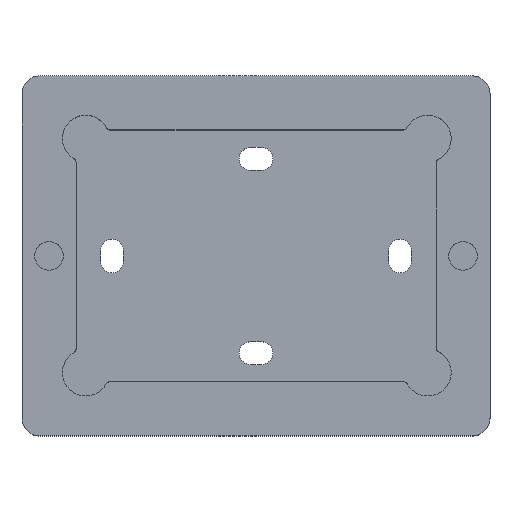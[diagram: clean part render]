
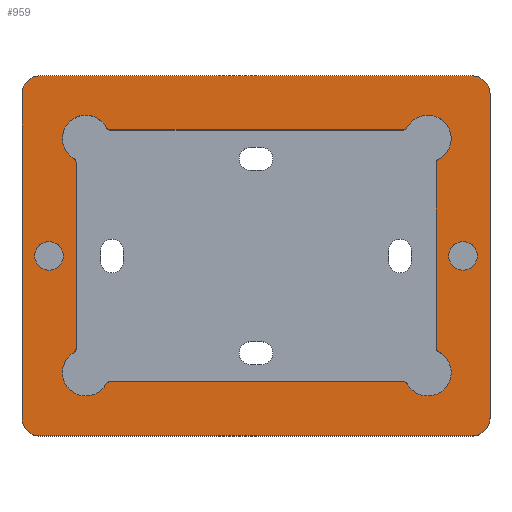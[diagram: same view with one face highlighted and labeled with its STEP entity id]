
A CAD part, top view. The second image highlights one B-rep face of the part: STEP entity #959.
In plain terms, the highlighted planar face has unit normal (0, 0, 1).
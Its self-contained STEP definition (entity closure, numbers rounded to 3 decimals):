
#17=FACE_BOUND('',#196,.T.);
#18=FACE_BOUND('',#197,.T.);
#19=FACE_BOUND('',#198,.T.);
#45=CIRCLE('',#1042,1.);
#47=CIRCLE('',#1045,9.);
#49=CIRCLE('',#1048,5.);
#50=CIRCLE('',#1049,5.);
#51=CIRCLE('',#1050,5.);
#52=CIRCLE('',#1051,5.);
#53=CIRCLE('',#1052,3.969);
#54=CIRCLE('',#1053,3.969);
#55=CIRCLE('',#1054,6.5);
#56=CIRCLE('',#1055,1.);
#57=CIRCLE('',#1056,9.);
#58=CIRCLE('',#1057,1.);
#59=CIRCLE('',#1058,6.5);
#60=CIRCLE('',#1059,1.);
#61=CIRCLE('',#1060,1.);
#62=CIRCLE('',#1061,6.5);
#63=CIRCLE('',#1062,1.);
#64=CIRCLE('',#1063,9.);
#65=CIRCLE('',#1064,1.);
#66=CIRCLE('',#1065,6.5);
#67=CIRCLE('',#1066,1.);
#141=FACE_OUTER_BOUND('',#195,.T.);
#195=EDGE_LOOP('',(#707,#708,#709,#710,#711,#712,#713,#714));
#196=EDGE_LOOP('',(#715));
#197=EDGE_LOOP('',(#716));
#198=EDGE_LOOP('',(#717,#718,#719,#720,#721,#722,#723,#724,#725,#726,#727,
#728,#729,#730,#731,#732,#733,#734,#735));
#278=LINE('',#1560,#356);
#279=LINE('',#1564,#357);
#280=LINE('',#1568,#358);
#281=LINE('',#1571,#359);
#282=LINE('',#1581,#360);
#283=LINE('',#1591,#361);
#284=LINE('',#1601,#362);
#285=LINE('',#1608,#363);
#356=VECTOR('',#1244,10.);
#357=VECTOR('',#1247,10.);
#358=VECTOR('',#1250,10.);
#359=VECTOR('',#1253,10.);
#360=VECTOR('',#1262,10.);
#361=VECTOR('',#1271,10.);
#362=VECTOR('',#1280,10.);
#363=VECTOR('',#1287,10.);
#431=VERTEX_POINT('',#1541);
#432=VERTEX_POINT('',#1542);
#435=VERTEX_POINT('',#1550);
#437=VERTEX_POINT('',#1556);
#438=VERTEX_POINT('',#1557);
#439=VERTEX_POINT('',#1559);
#440=VERTEX_POINT('',#1561);
#441=VERTEX_POINT('',#1563);
#442=VERTEX_POINT('',#1565);
#443=VERTEX_POINT('',#1567);
#444=VERTEX_POINT('',#1569);
#445=VERTEX_POINT('',#1572);
#446=VERTEX_POINT('',#1574);
#447=VERTEX_POINT('',#1576);
#448=VERTEX_POINT('',#1578);
#449=VERTEX_POINT('',#1580);
#450=VERTEX_POINT('',#1582);
#451=VERTEX_POINT('',#1584);
#452=VERTEX_POINT('',#1586);
#453=VERTEX_POINT('',#1588);
#454=VERTEX_POINT('',#1590);
#455=VERTEX_POINT('',#1592);
#456=VERTEX_POINT('',#1594);
#457=VERTEX_POINT('',#1596);
#458=VERTEX_POINT('',#1598);
#459=VERTEX_POINT('',#1600);
#460=VERTEX_POINT('',#1602);
#461=VERTEX_POINT('',#1604);
#462=VERTEX_POINT('',#1606);
#541=EDGE_CURVE('',#431,#432,#45,.T.);
#545=EDGE_CURVE('',#435,#432,#47,.T.);
#548=EDGE_CURVE('',#437,#438,#49,.T.);
#549=EDGE_CURVE('',#437,#439,#278,.T.);
#550=EDGE_CURVE('',#440,#439,#50,.T.);
#551=EDGE_CURVE('',#440,#441,#279,.T.);
#552=EDGE_CURVE('',#442,#441,#51,.T.);
#553=EDGE_CURVE('',#442,#443,#280,.T.);
#554=EDGE_CURVE('',#444,#443,#52,.T.);
#555=EDGE_CURVE('',#444,#438,#281,.T.);
#556=EDGE_CURVE('',#445,#445,#53,.T.);
#557=EDGE_CURVE('',#446,#446,#54,.T.);
#558=EDGE_CURVE('',#431,#447,#55,.T.);
#559=EDGE_CURVE('',#448,#447,#56,.T.);
#560=EDGE_CURVE('',#448,#449,#282,.T.);
#561=EDGE_CURVE('',#449,#450,#57,.T.);
#562=EDGE_CURVE('',#451,#450,#58,.T.);
#563=EDGE_CURVE('',#451,#452,#59,.T.);
#564=EDGE_CURVE('',#453,#452,#60,.T.);
#565=EDGE_CURVE('',#453,#454,#283,.T.);
#566=EDGE_CURVE('',#455,#454,#61,.T.);
#567=EDGE_CURVE('',#455,#456,#62,.T.);
#568=EDGE_CURVE('',#457,#456,#63,.T.);
#569=EDGE_CURVE('',#457,#458,#64,.T.);
#570=EDGE_CURVE('',#458,#459,#284,.T.);
#571=EDGE_CURVE('',#460,#459,#65,.T.);
#572=EDGE_CURVE('',#460,#461,#66,.T.);
#573=EDGE_CURVE('',#462,#461,#67,.T.);
#574=EDGE_CURVE('',#462,#435,#285,.T.);
#707=ORIENTED_EDGE('',*,*,#548,.F.);
#708=ORIENTED_EDGE('',*,*,#549,.T.);
#709=ORIENTED_EDGE('',*,*,#550,.F.);
#710=ORIENTED_EDGE('',*,*,#551,.T.);
#711=ORIENTED_EDGE('',*,*,#552,.F.);
#712=ORIENTED_EDGE('',*,*,#553,.T.);
#713=ORIENTED_EDGE('',*,*,#554,.F.);
#714=ORIENTED_EDGE('',*,*,#555,.T.);
#715=ORIENTED_EDGE('',*,*,#556,.T.);
#716=ORIENTED_EDGE('',*,*,#557,.T.);
#717=ORIENTED_EDGE('',*,*,#541,.F.);
#718=ORIENTED_EDGE('',*,*,#558,.T.);
#719=ORIENTED_EDGE('',*,*,#559,.F.);
#720=ORIENTED_EDGE('',*,*,#560,.T.);
#721=ORIENTED_EDGE('',*,*,#561,.T.);
#722=ORIENTED_EDGE('',*,*,#562,.F.);
#723=ORIENTED_EDGE('',*,*,#563,.T.);
#724=ORIENTED_EDGE('',*,*,#564,.F.);
#725=ORIENTED_EDGE('',*,*,#565,.T.);
#726=ORIENTED_EDGE('',*,*,#566,.F.);
#727=ORIENTED_EDGE('',*,*,#567,.T.);
#728=ORIENTED_EDGE('',*,*,#568,.F.);
#729=ORIENTED_EDGE('',*,*,#569,.T.);
#730=ORIENTED_EDGE('',*,*,#570,.T.);
#731=ORIENTED_EDGE('',*,*,#571,.F.);
#732=ORIENTED_EDGE('',*,*,#572,.T.);
#733=ORIENTED_EDGE('',*,*,#573,.F.);
#734=ORIENTED_EDGE('',*,*,#574,.T.);
#735=ORIENTED_EDGE('',*,*,#545,.T.);
#927=PLANE('',#1047);
#959=ADVANCED_FACE('',(#141,#17,#18,#19),#927,.T.);
#1042=AXIS2_PLACEMENT_3D('',#1543,#1227,#1228);
#1045=AXIS2_PLACEMENT_3D('',#1551,#1235,#1236);
#1047=AXIS2_PLACEMENT_3D('',#1555,#1240,#1241);
#1048=AXIS2_PLACEMENT_3D('',#1558,#1242,#1243);
#1049=AXIS2_PLACEMENT_3D('',#1562,#1245,#1246);
#1050=AXIS2_PLACEMENT_3D('',#1566,#1248,#1249);
#1051=AXIS2_PLACEMENT_3D('',#1570,#1251,#1252);
#1052=AXIS2_PLACEMENT_3D('',#1573,#1254,#1255);
#1053=AXIS2_PLACEMENT_3D('',#1575,#1256,#1257);
#1054=AXIS2_PLACEMENT_3D('',#1577,#1258,#1259);
#1055=AXIS2_PLACEMENT_3D('',#1579,#1260,#1261);
#1056=AXIS2_PLACEMENT_3D('',#1583,#1263,#1264);
#1057=AXIS2_PLACEMENT_3D('',#1585,#1265,#1266);
#1058=AXIS2_PLACEMENT_3D('',#1587,#1267,#1268);
#1059=AXIS2_PLACEMENT_3D('',#1589,#1269,#1270);
#1060=AXIS2_PLACEMENT_3D('',#1593,#1272,#1273);
#1061=AXIS2_PLACEMENT_3D('',#1595,#1274,#1275);
#1062=AXIS2_PLACEMENT_3D('',#1597,#1276,#1277);
#1063=AXIS2_PLACEMENT_3D('',#1599,#1278,#1279);
#1064=AXIS2_PLACEMENT_3D('',#1603,#1281,#1282);
#1065=AXIS2_PLACEMENT_3D('',#1605,#1283,#1284);
#1066=AXIS2_PLACEMENT_3D('',#1607,#1285,#1286);
#1227=DIRECTION('center_axis',(0.,0.,-1.));
#1228=DIRECTION('ref_axis',(0.867,0.499,0.));
#1235=DIRECTION('center_axis',(0.,0.,-1.));
#1236=DIRECTION('ref_axis',(-0.707,0.707,0.));
#1240=DIRECTION('center_axis',(0.,0.,1.));
#1241=DIRECTION('ref_axis',(1.,0.,0.));
#1242=DIRECTION('center_axis',(0.,0.,-1.));
#1243=DIRECTION('ref_axis',(-0.707,0.707,0.));
#1244=DIRECTION('',(0.,-1.,0.));
#1245=DIRECTION('center_axis',(0.,0.,-1.));
#1246=DIRECTION('ref_axis',(-0.707,-0.707,0.));
#1247=DIRECTION('',(1.,0.,0.));
#1248=DIRECTION('center_axis',(0.,0.,-1.));
#1249=DIRECTION('ref_axis',(0.707,-0.707,0.));
#1250=DIRECTION('',(0.,1.,0.));
#1251=DIRECTION('center_axis',(0.,0.,-1.));
#1252=DIRECTION('ref_axis',(0.707,0.707,0.));
#1253=DIRECTION('',(-1.,0.,0.));
#1254=DIRECTION('center_axis',(0.,0.,-1.));
#1255=DIRECTION('ref_axis',(-1.,0.,0.));
#1256=DIRECTION('center_axis',(0.,0.,-1.));
#1257=DIRECTION('ref_axis',(-1.,0.,0.));
#1258=DIRECTION('center_axis',(0.,0.,-1.));
#1259=DIRECTION('ref_axis',(1.,0.,0.));
#1260=DIRECTION('center_axis',(0.,0.,-1.));
#1261=DIRECTION('ref_axis',(0.,1.,0.));
#1262=DIRECTION('',(1.,0.,0.));
#1263=DIRECTION('center_axis',(0.,0.,-1.));
#1264=DIRECTION('ref_axis',(0.707,0.707,0.));
#1265=DIRECTION('center_axis',(0.,0.,-1.));
#1266=DIRECTION('ref_axis',(0.52,-0.854,0.));
#1267=DIRECTION('center_axis',(0.,0.,-1.));
#1268=DIRECTION('ref_axis',(1.,0.,0.));
#1269=DIRECTION('center_axis',(0.,0.,-1.));
#1270=DIRECTION('ref_axis',(1.,0.,0.));
#1271=DIRECTION('',(0.,-1.,0.));
#1272=DIRECTION('center_axis',(0.,0.,-1.));
#1273=DIRECTION('ref_axis',(1.,0.,0.));
#1274=DIRECTION('center_axis',(0.,0.,-1.));
#1275=DIRECTION('ref_axis',(1.,0.,0.));
#1276=DIRECTION('center_axis',(0.,0.,-1.));
#1277=DIRECTION('ref_axis',(0.505,0.863,0.));
#1278=DIRECTION('center_axis',(0.,0.,-1.));
#1279=DIRECTION('ref_axis',(0.707,-0.707,0.));
#1280=DIRECTION('',(-1.,0.,0.));
#1281=DIRECTION('center_axis',(0.,0.,-1.));
#1282=DIRECTION('ref_axis',(0.,-1.,0.));
#1283=DIRECTION('center_axis',(0.,0.,-1.));
#1284=DIRECTION('ref_axis',(1.,0.,0.));
#1285=DIRECTION('center_axis',(0.,0.,-1.));
#1286=DIRECTION('ref_axis',(-1.,0.,0.));
#1287=DIRECTION('',(0.,1.,0.));
#1541=CARTESIAN_POINT('',(-50.504,26.938,0.));
#1542=CARTESIAN_POINT('',(-50.,26.063,0.));
#1543=CARTESIAN_POINT('Origin',(-51.,26.07,0.));
#1550=CARTESIAN_POINT('',(-50.,26.,0.));
#1551=CARTESIAN_POINT('Origin',(-41.,26.,0.));
#1555=CARTESIAN_POINT('Origin',(0.,0.,0.));
#1556=CARTESIAN_POINT('',(-65.,45.,0.));
#1557=CARTESIAN_POINT('',(-60.,50.,0.));
#1558=CARTESIAN_POINT('Origin',(-60.,45.,0.));
#1559=CARTESIAN_POINT('',(-65.,-45.,0.));
#1560=CARTESIAN_POINT('',(-65.,50.,0.));
#1561=CARTESIAN_POINT('',(-60.,-50.,0.));
#1562=CARTESIAN_POINT('Origin',(-60.,-45.,0.));
#1563=CARTESIAN_POINT('',(60.,-50.,0.));
#1564=CARTESIAN_POINT('',(-65.,-50.,0.));
#1565=CARTESIAN_POINT('',(65.,-45.,0.));
#1566=CARTESIAN_POINT('Origin',(60.,-45.,0.));
#1567=CARTESIAN_POINT('',(65.,45.,0.));
#1568=CARTESIAN_POINT('',(65.,-50.,0.));
#1569=CARTESIAN_POINT('',(60.,50.,0.));
#1570=CARTESIAN_POINT('Origin',(60.,45.,0.));
#1571=CARTESIAN_POINT('',(65.,50.,0.));
#1572=CARTESIAN_POINT('',(-53.531,0.,0.));
#1573=CARTESIAN_POINT('Origin',(-57.5,0.,0.));
#1574=CARTESIAN_POINT('',(61.469,0.,0.));
#1575=CARTESIAN_POINT('Origin',(57.5,0.,0.));
#1576=CARTESIAN_POINT('',(-41.493,35.544,0.));
#1577=CARTESIAN_POINT('Origin',(-47.279,32.582,0.));
#1578=CARTESIAN_POINT('',(-40.603,35.,0.));
#1579=CARTESIAN_POINT('Origin',(-40.603,36.,0.));
#1580=CARTESIAN_POINT('',(41.,35.,0.));
#1581=CARTESIAN_POINT('',(-25.,35.,0.));
#1582=CARTESIAN_POINT('',(41.041,35.,0.));
#1583=CARTESIAN_POINT('Origin',(41.,26.,0.));
#1584=CARTESIAN_POINT('',(41.935,35.544,0.));
#1585=CARTESIAN_POINT('Origin',(41.045,36.,0.));
#1586=CARTESIAN_POINT('',(50.563,26.736,0.));
#1587=CARTESIAN_POINT('Origin',(47.721,32.582,0.));
#1588=CARTESIAN_POINT('',(50.,25.837,0.));
#1589=CARTESIAN_POINT('Origin',(51.,25.837,0.));
#1590=CARTESIAN_POINT('',(50.,-25.673,0.));
#1591=CARTESIAN_POINT('',(50.,17.5,0.));
#1592=CARTESIAN_POINT('',(50.563,-26.572,0.));
#1593=CARTESIAN_POINT('Origin',(51.,-25.673,0.));
#1594=CARTESIAN_POINT('',(42.01,-35.522,0.));
#1595=CARTESIAN_POINT('Origin',(47.721,-32.418,0.));
#1596=CARTESIAN_POINT('',(41.118,-34.999,0.));
#1597=CARTESIAN_POINT('Origin',(41.131,-35.999,0.));
#1598=CARTESIAN_POINT('',(41.,-35.,0.));
#1599=CARTESIAN_POINT('Origin',(41.,-26.,0.));
#1600=CARTESIAN_POINT('',(-40.69,-35.,0.));
#1601=CARTESIAN_POINT('',(25.,-35.,0.));
#1602=CARTESIAN_POINT('',(-41.568,-35.522,0.));
#1603=CARTESIAN_POINT('Origin',(-40.69,-36.,0.));
#1604=CARTESIAN_POINT('',(-50.504,-26.775,0.));
#1605=CARTESIAN_POINT('Origin',(-47.279,-32.418,0.));
#1606=CARTESIAN_POINT('',(-50.,-25.906,0.));
#1607=CARTESIAN_POINT('Origin',(-51.,-25.906,0.));
#1608=CARTESIAN_POINT('',(-50.,-17.5,0.));
